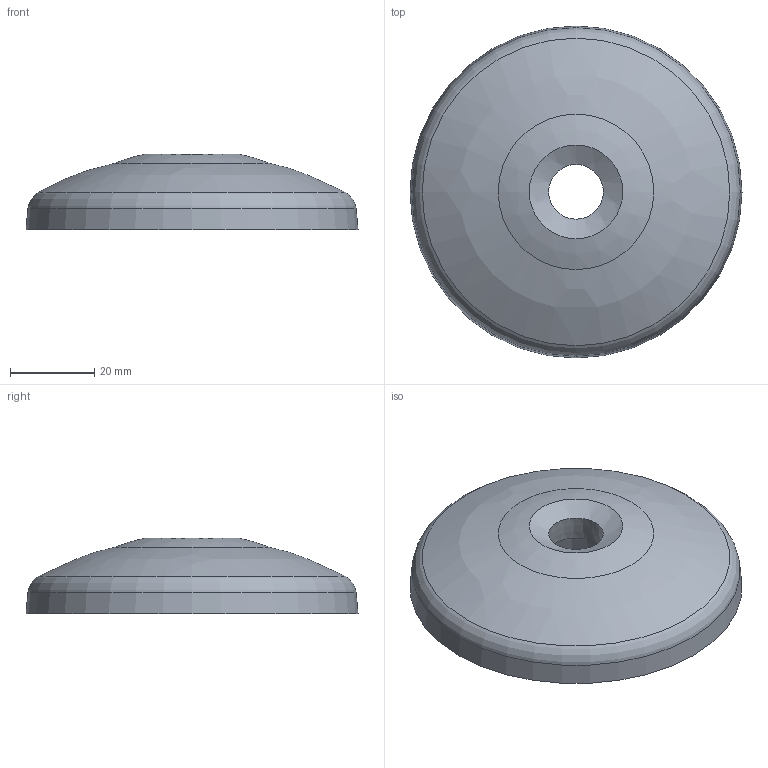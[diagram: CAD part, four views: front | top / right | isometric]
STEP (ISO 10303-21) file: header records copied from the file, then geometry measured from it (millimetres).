
FILE_DESCRIPTION(/* description */ ('Teller 80 für feste Stellfüße'),/* implementation_level */ '2;1');
FILE_NAME(/* name */ '203600404 Teller 80 für feste Stellfüße.stp',/* time_stamp */ '2020-02-11T11:54:24+01:00',/* author */ ('wheldmann'),/* organization */ (''),/* preprocessor_version */ 'ST-DEVELOPER v17.2',/* originating_system */ 'Autodesk Inventor 2019',/* authorisation */ '');
FILE_SCHEMA (('AUTOMOTIVE_DESIGN { 1 0 10303 214 3 1 1 }'));
Length unit declared in the file: millimetre
Products named in the file (1): 203600404
Bounding box: 79 x 79 x 18 mm (x, y, z)
Volume: 28482.3 mm3; surface area: 15073.7 mm2
Topology: 1 solids, 1 shells, 17 faces, 49 edges, 35 vertices
Faces by surface type: torus 5, cone 5, cylinder 2, bspline 2, plane 2, sphere 1
Full cylindrical faces by diameter (mm): 30 x1, 69 x1
Entity records: 690 total; most frequent: CARTESIAN_POINT 154, DIRECTION 123, ORIENTED_EDGE 98, AXIS2_PLACEMENT_3D 58, EDGE_CURVE 49, CIRCLE 42, VERTEX_POINT 35, EDGE_LOOP 20
